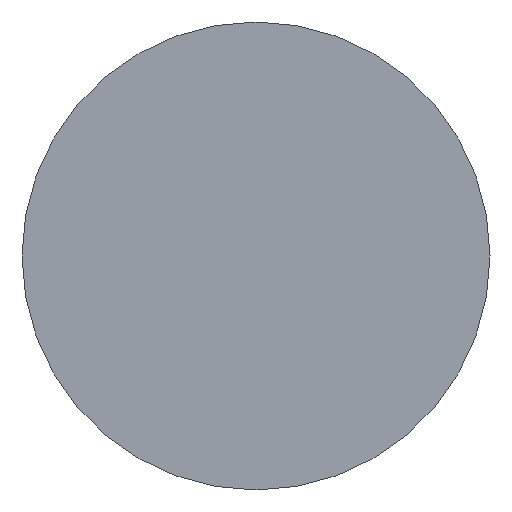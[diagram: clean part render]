
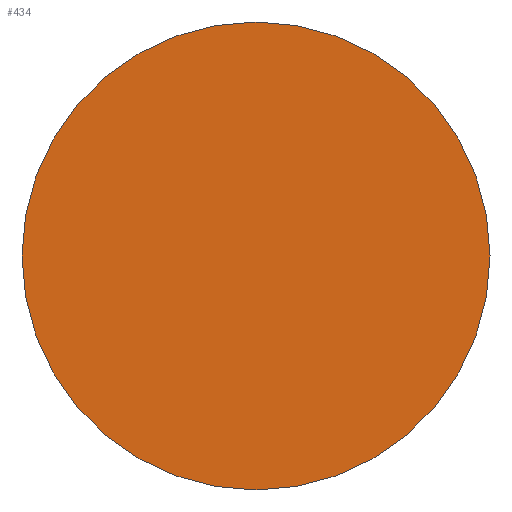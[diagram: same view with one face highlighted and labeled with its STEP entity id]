
A CAD part, top view. The second image highlights one B-rep face of the part: STEP entity #434.
In plain terms, the highlighted planar face has unit normal (0, 0, 1).
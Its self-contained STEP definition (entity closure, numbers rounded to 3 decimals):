
#130=CARTESIAN_POINT('',(-30.971,-0.097,37.));
#131=VERTEX_POINT('',#130);
#140=CARTESIAN_POINT('',(31.029,-0.097,37.));
#141=VERTEX_POINT('',#140);
#142=CARTESIAN_POINT('',(0.029,-0.097,37.));
#143=DIRECTION('',(0.0,0.0,1.0));
#144=DIRECTION('',(-1.0,0.0,0.0));
#145=AXIS2_PLACEMENT_3D('',#142,#143,#144);
#146=CIRCLE('',#145,31.0);
#147=EDGE_CURVE('',#141,#131,#146,.T.);
#419=CARTESIAN_POINT('',(-15.471,-0.097,37.));
#420=DIRECTION('',(0.0,0.0,1.0));
#421=DIRECTION('',(0.0,-1.0,0.0));
#422=AXIS2_PLACEMENT_3D('',#419,#420,#421);
#423=PLANE('',#422);
#424=CARTESIAN_POINT('',(0.029,-0.097,37.));
#425=DIRECTION('',(0.0,0.0,1.0));
#426=DIRECTION('',(-1.0,0.0,0.0));
#427=AXIS2_PLACEMENT_3D('',#424,#425,#426);
#428=CIRCLE('',#427,31.0);
#429=EDGE_CURVE('',#131,#141,#428,.T.);
#430=ORIENTED_EDGE('',*,*,#429,.T.);
#431=ORIENTED_EDGE('',*,*,#147,.T.);
#432=EDGE_LOOP('',(#430,#431));
#433=FACE_OUTER_BOUND('',#432,.T.);
#434=ADVANCED_FACE('',(#433),#423,.T.);
